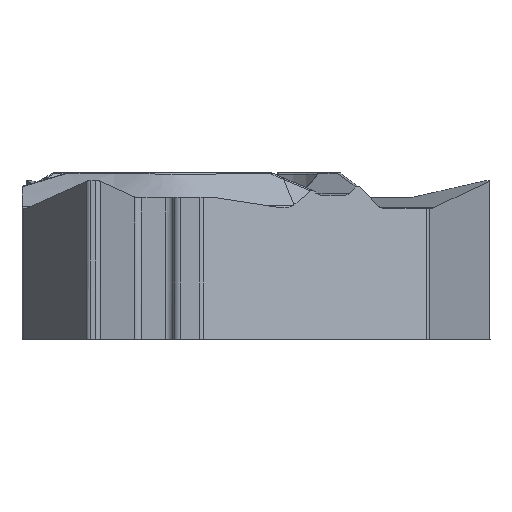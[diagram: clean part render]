
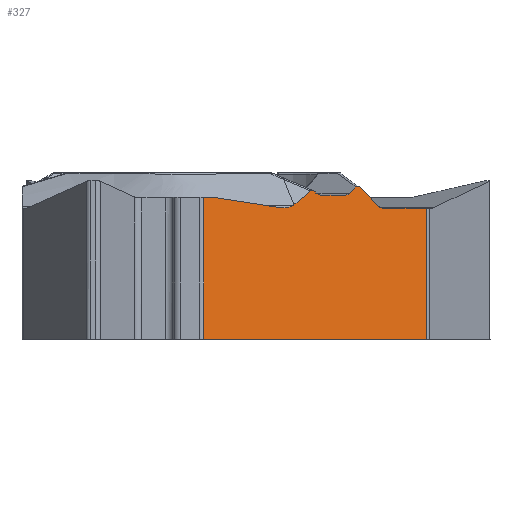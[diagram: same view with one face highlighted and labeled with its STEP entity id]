
A CAD part, front view. The second image highlights one B-rep face of the part: STEP entity #327.
In plain terms, the highlighted planar face has unit normal (0.5, -0.866, 0).
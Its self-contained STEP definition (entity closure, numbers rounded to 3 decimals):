
#152=FACE_OUTER_BOUND('',#528,.T.);
#291=ELLIPSE('',#2537,0.309,0.3);
#292=ELLIPSE('',#2538,0.309,0.3);
#293=ELLIPSE('',#2539,0.149,0.1);
#294=ELLIPSE('',#2540,1.,0.5);
#327=ADVANCED_FACE('',(#152),#466,.F.);
#466=PLANE('',#2541);
#528=EDGE_LOOP('',(#898,#899,#900,#901,#902,#903,#904,#905,#906,#907,#908,
#909,#910,#911,#912,#913,#914,#915,#916));
#898=ORIENTED_EDGE('',*,*,#1820,.T.);
#899=ORIENTED_EDGE('',*,*,#1727,.F.);
#900=ORIENTED_EDGE('',*,*,#1821,.T.);
#901=ORIENTED_EDGE('',*,*,#1822,.T.);
#902=ORIENTED_EDGE('',*,*,#1823,.T.);
#903=ORIENTED_EDGE('',*,*,#1824,.F.);
#904=ORIENTED_EDGE('',*,*,#1825,.F.);
#905=ORIENTED_EDGE('',*,*,#1826,.T.);
#906=ORIENTED_EDGE('',*,*,#1827,.T.);
#907=ORIENTED_EDGE('',*,*,#1828,.T.);
#908=ORIENTED_EDGE('',*,*,#1829,.T.);
#909=ORIENTED_EDGE('',*,*,#1830,.T.);
#910=ORIENTED_EDGE('',*,*,#1831,.F.);
#911=ORIENTED_EDGE('',*,*,#1832,.T.);
#912=ORIENTED_EDGE('',*,*,#1833,.F.);
#913=ORIENTED_EDGE('',*,*,#1834,.T.);
#914=ORIENTED_EDGE('',*,*,#1835,.T.);
#915=ORIENTED_EDGE('',*,*,#1836,.T.);
#916=ORIENTED_EDGE('',*,*,#1837,.T.);
#1504=VERTEX_POINT('',#3820);
#1505=VERTEX_POINT('',#3822);
#1582=VERTEX_POINT('',#4086);
#1583=VERTEX_POINT('',#4088);
#1584=VERTEX_POINT('',#4090);
#1585=VERTEX_POINT('',#4101);
#1586=VERTEX_POINT('',#4109);
#1587=VERTEX_POINT('',#4123);
#1588=VERTEX_POINT('',#4125);
#1589=VERTEX_POINT('',#4127);
#1590=VERTEX_POINT('',#4129);
#1591=VERTEX_POINT('',#4131);
#1592=VERTEX_POINT('',#4133);
#1593=VERTEX_POINT('',#4135);
#1594=VERTEX_POINT('',#4137);
#1595=VERTEX_POINT('',#4142);
#1596=VERTEX_POINT('',#4153);
#1597=VERTEX_POINT('',#4155);
#1598=VERTEX_POINT('',#4157);
#1727=EDGE_CURVE('',#1504,#1505,#2084,.T.);
#1820=EDGE_CURVE('',#1582,#1505,#2135,.T.);
#1821=EDGE_CURVE('',#1504,#1583,#2136,.T.);
#1822=EDGE_CURVE('',#1583,#1584,#2137,.T.);
#1823=EDGE_CURVE('',#1584,#1585,#2383,.T.);
#1824=EDGE_CURVE('',#1586,#1585,#2384,.T.);
#1825=EDGE_CURVE('',#1587,#1586,#2385,.T.);
#1826=EDGE_CURVE('',#1587,#1588,#2138,.T.);
#1827=EDGE_CURVE('',#1588,#1589,#291,.T.);
#1828=EDGE_CURVE('',#1589,#1590,#2139,.T.);
#1829=EDGE_CURVE('',#1590,#1591,#292,.T.);
#1830=EDGE_CURVE('',#1591,#1592,#2140,.T.);
#1831=EDGE_CURVE('',#1593,#1592,#293,.T.);
#1832=EDGE_CURVE('',#1593,#1594,#2141,.T.);
#1833=EDGE_CURVE('',#1595,#1594,#2386,.T.);
#1834=EDGE_CURVE('',#1595,#1596,#2387,.T.);
#1835=EDGE_CURVE('',#1596,#1597,#294,.T.);
#1836=EDGE_CURVE('',#1597,#1598,#2142,.T.);
#1837=EDGE_CURVE('',#1598,#1582,#2143,.T.);
#2084=LINE('',#3821,#2228);
#2135=LINE('',#4085,#2279);
#2136=LINE('',#4087,#2280);
#2137=LINE('',#4089,#2281);
#2138=LINE('',#4124,#2282);
#2139=LINE('',#4128,#2283);
#2140=LINE('',#4132,#2284);
#2141=LINE('',#4136,#2285);
#2142=LINE('',#4156,#2286);
#2143=LINE('',#4158,#2287);
#2228=VECTOR('',#2749,1.);
#2279=VECTOR('',#2896,1.);
#2280=VECTOR('',#2897,1.);
#2281=VECTOR('',#2898,1.);
#2282=VECTOR('',#2899,1.);
#2283=VECTOR('',#2902,1.);
#2284=VECTOR('',#2905,1.);
#2285=VECTOR('',#2908,1.);
#2286=VECTOR('',#2911,1.);
#2287=VECTOR('',#2912,1.);
#2383=B_SPLINE_CURVE_WITH_KNOTS('',3,(#4091,#4092,#4093,#4094,#4095,#4096,
#4097,#4098,#4099,#4100),.UNSPECIFIED.,.F.,.F.,(4,3,3,4),(0.,0.468,
0.914,1.),.UNSPECIFIED.);
#2384=B_SPLINE_CURVE_WITH_KNOTS('',3,(#4102,#4103,#4104,#4105,#4106,#4107,
#4108),.UNSPECIFIED.,.F.,.F.,(4,3,4),(0.,0.411,1.),
 .UNSPECIFIED.);
#2385=B_SPLINE_CURVE_WITH_KNOTS('',3,(#4110,#4111,#4112,#4113,#4114,#4115,
#4116,#4117,#4118,#4119,#4120,#4121,#4122),.UNSPECIFIED.,.F.,.F.,(4,3,3,
3,4),(0.,0.265,0.53,0.788,1.),
 .UNSPECIFIED.);
#2386=B_SPLINE_CURVE_WITH_KNOTS('',3,(#4138,#4139,#4140,#4141),
 .UNSPECIFIED.,.F.,.F.,(4,4),(0.,1.),.UNSPECIFIED.);
#2387=B_SPLINE_CURVE_WITH_KNOTS('',3,(#4143,#4144,#4145,#4146,#4147,#4148,
#4149,#4150,#4151,#4152),.UNSPECIFIED.,.F.,.F.,(4,3,3,4),(0.,0.331,
0.914,1.),.UNSPECIFIED.);
#2537=AXIS2_PLACEMENT_3D('',#4126,#2900,#2901);
#2538=AXIS2_PLACEMENT_3D('',#4130,#2903,#2904);
#2539=AXIS2_PLACEMENT_3D('',#4134,#2906,#2907);
#2540=AXIS2_PLACEMENT_3D('',#4154,#2909,#2910);
#2541=AXIS2_PLACEMENT_3D('',#4159,#2913,#2914);
#2749=DIRECTION('',(-0.866,-0.5,0.));
#2896=DIRECTION('',(0.,0.,-1.));
#2897=DIRECTION('',(0.,0.,1.));
#2898=DIRECTION('',(-0.866,-0.5,0.));
#2899=DIRECTION('',(-0.672,-0.388,-0.631));
#2900=DIRECTION('',(-0.5,0.866,0.));
#2901=DIRECTION('',(-0.866,-0.5,0.));
#2902=DIRECTION('',(-0.866,-0.5,0.));
#2903=DIRECTION('',(-0.5,0.866,0.));
#2904=DIRECTION('',(-0.866,-0.5,0.));
#2905=DIRECTION('',(-0.672,-0.388,0.631));
#2906=DIRECTION('',(-0.5,0.866,0.));
#2907=DIRECTION('',(0.743,0.429,-0.514));
#2908=DIRECTION('',(-0.705,-0.407,-0.581));
#2909=DIRECTION('',(-0.5,0.866,0.));
#2910=DIRECTION('',(-0.866,-0.5,0.));
#2911=DIRECTION('',(-0.858,-0.496,0.133));
#2912=DIRECTION('',(-0.866,-0.5,0.));
#2913=DIRECTION('',(-0.5,0.866,0.));
#2914=DIRECTION('',(-0.866,-0.5,0.));
#3820=CARTESIAN_POINT('',(7.816,-2.82,-5.56));
#3821=CARTESIAN_POINT('',(3.175,-5.499,-5.56));
#3822=CARTESIAN_POINT('',(0.01,-7.327,-5.56));
#4085=CARTESIAN_POINT('',(0.01,-7.327,25.));
#4086=CARTESIAN_POINT('',(0.01,-7.327,-0.589));
#4087=CARTESIAN_POINT('',(7.816,-2.82,25.));
#4088=CARTESIAN_POINT('',(7.816,-2.82,-0.96));
#4089=CARTESIAN_POINT('',(3.175,-5.499,-0.96));
#4090=CARTESIAN_POINT('',(6.282,-3.706,-0.96));
#4091=CARTESIAN_POINT('',(6.282,-3.706,-0.96));
#4092=CARTESIAN_POINT('',(6.258,-3.719,-0.96));
#4093=CARTESIAN_POINT('',(6.233,-3.734,-0.955));
#4094=CARTESIAN_POINT('',(6.211,-3.747,-0.945));
#4095=CARTESIAN_POINT('',(6.189,-3.759,-0.936));
#4096=CARTESIAN_POINT('',(6.169,-3.771,-0.922));
#4097=CARTESIAN_POINT('',(6.151,-3.781,-0.905));
#4098=CARTESIAN_POINT('',(6.148,-3.783,-0.902));
#4099=CARTESIAN_POINT('',(6.144,-3.785,-0.898));
#4100=CARTESIAN_POINT('',(6.141,-3.787,-0.894));
#4101=CARTESIAN_POINT('',(6.141,-3.787,-0.894));
#4102=CARTESIAN_POINT('',(5.457,-4.181,-0.216));
#4103=CARTESIAN_POINT('',(5.557,-4.124,-0.3));
#4104=CARTESIAN_POINT('',(5.654,-4.068,-0.388));
#4105=CARTESIAN_POINT('',(5.749,-4.013,-0.48));
#4106=CARTESIAN_POINT('',(5.885,-3.935,-0.611));
#4107=CARTESIAN_POINT('',(6.016,-3.859,-0.75));
#4108=CARTESIAN_POINT('',(6.141,-3.787,-0.894));
#4109=CARTESIAN_POINT('',(5.457,-4.181,-0.216));
#4110=CARTESIAN_POINT('',(5.353,-4.242,-0.22));
#4111=CARTESIAN_POINT('',(5.361,-4.237,-0.213));
#4112=CARTESIAN_POINT('',(5.37,-4.232,-0.207));
#4113=CARTESIAN_POINT('',(5.379,-4.227,-0.203));
#4114=CARTESIAN_POINT('',(5.388,-4.221,-0.199));
#4115=CARTESIAN_POINT('',(5.398,-4.216,-0.197));
#4116=CARTESIAN_POINT('',(5.408,-4.21,-0.197));
#4117=CARTESIAN_POINT('',(5.418,-4.204,-0.197));
#4118=CARTESIAN_POINT('',(5.427,-4.199,-0.199));
#4119=CARTESIAN_POINT('',(5.436,-4.194,-0.203));
#4120=CARTESIAN_POINT('',(5.444,-4.189,-0.206));
#4121=CARTESIAN_POINT('',(5.451,-4.185,-0.21));
#4122=CARTESIAN_POINT('',(5.457,-4.181,-0.216));
#4123=CARTESIAN_POINT('',(5.353,-4.242,-0.22));
#4124=CARTESIAN_POINT('',(14.737,1.176,8.602));
#4125=CARTESIAN_POINT('',(5.109,-4.383,-0.45));
#4126=CARTESIAN_POINT('',(4.937,-4.482,-0.22));
#4127=CARTESIAN_POINT('',(4.937,-4.482,-0.52));
#4128=CARTESIAN_POINT('',(3.175,-5.499,-0.52));
#4129=CARTESIAN_POINT('',(4.156,-4.933,-0.52));
#4130=CARTESIAN_POINT('',(4.156,-4.933,-0.22));
#4131=CARTESIAN_POINT('',(3.984,-5.032,-0.45));
#4132=CARTESIAN_POINT('',(-7.294,-11.543,10.152));
#4133=CARTESIAN_POINT('',(3.922,-5.068,-0.392));
#4134=CARTESIAN_POINT('',(3.856,-5.106,-0.46));
#4135=CARTESIAN_POINT('',(3.762,-5.16,-0.363));
#4136=CARTESIAN_POINT('',(13.761,0.613,7.882));
#4137=CARTESIAN_POINT('',(3.175,-5.499,-0.847));
#4138=CARTESIAN_POINT('',(3.146,-5.516,-0.871));
#4139=CARTESIAN_POINT('',(3.156,-5.51,-0.863));
#4140=CARTESIAN_POINT('',(3.165,-5.505,-0.855));
#4141=CARTESIAN_POINT('',(3.175,-5.499,-0.847));
#4142=CARTESIAN_POINT('',(3.146,-5.516,-0.871));
#4143=CARTESIAN_POINT('',(3.146,-5.516,-0.871));
#4144=CARTESIAN_POINT('',(3.116,-5.534,-0.896));
#4145=CARTESIAN_POINT('',(3.08,-5.554,-0.914));
#4146=CARTESIAN_POINT('',(3.044,-5.575,-0.927));
#4147=CARTESIAN_POINT('',(2.98,-5.612,-0.95));
#4148=CARTESIAN_POINT('',(2.913,-5.651,-0.959));
#4149=CARTESIAN_POINT('',(2.846,-5.689,-0.958));
#4150=CARTESIAN_POINT('',(2.836,-5.695,-0.958));
#4151=CARTESIAN_POINT('',(2.826,-5.701,-0.958));
#4152=CARTESIAN_POINT('',(2.817,-5.706,-0.957));
#4153=CARTESIAN_POINT('',(2.817,-5.706,-0.957));
#4154=CARTESIAN_POINT('',(2.911,-5.651,-0.46));
#4155=CARTESIAN_POINT('',(2.687,-5.781,-0.943));
#4156=CARTESIAN_POINT('',(-4.449,-9.901,0.161));
#4157=CARTESIAN_POINT('',(0.402,-7.1,-0.589));
#4158=CARTESIAN_POINT('',(-1.567,-8.237,-0.589));
#4159=CARTESIAN_POINT('',(3.175,-5.499,25.));
